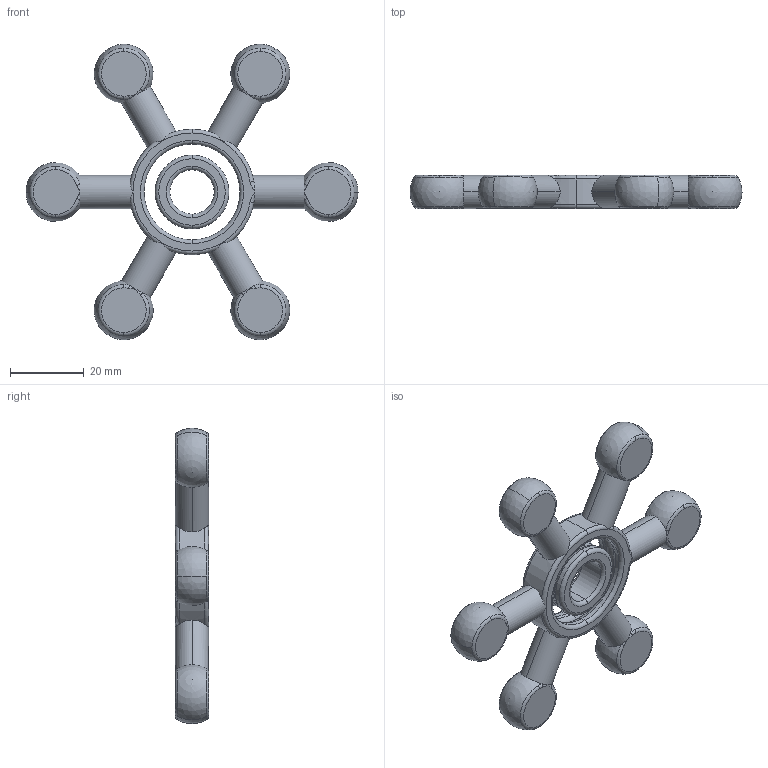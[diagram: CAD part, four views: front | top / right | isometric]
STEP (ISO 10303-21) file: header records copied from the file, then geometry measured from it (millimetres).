
FILE_DESCRIPTION (( 'STEP AP214' ), '1' );
FILE_NAME ('ñïèííåð.STEP', '2025-02-27T15:52:46', ( '' ), ( '' ), 'SwSTEP 2.0', 'SolidWorks 2020', '' );
FILE_SCHEMA (( 'AUTOMOTIVE_DESIGN' ));
Length unit declared in the file: millimetre
Products named in the file (1): ñïèííåð
Bounding box: 89.99 x 9 x 80.07 mm (x, y, z)
Volume: 19362.4 mm3; surface area: 9409.4 mm2
Topology: 2 solids, 2 shells, 161 faces, 445 edges, 248 vertices
Faces by surface type: torus 68, cylinder 29, bspline 28, plane 16, sphere 12, cone 8
Entity records: 5710 total; most frequent: CARTESIAN_POINT 1953, DIRECTION 859, ORIENTED_EDGE 774, AXIS2_PLACEMENT_3D 414, EDGE_CURVE 387, CIRCLE 280, VERTEX_POINT 230, EDGE_LOOP 165
